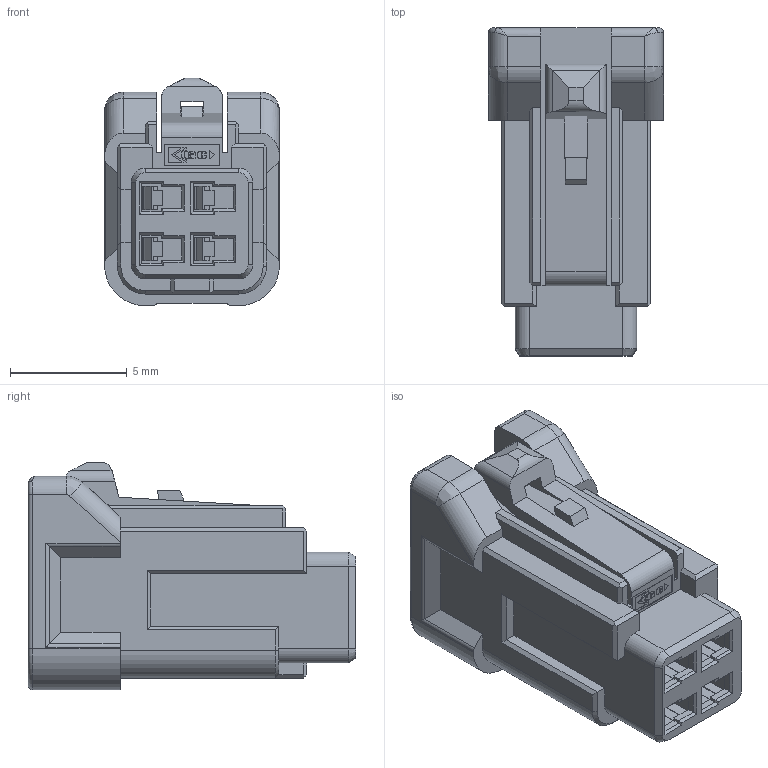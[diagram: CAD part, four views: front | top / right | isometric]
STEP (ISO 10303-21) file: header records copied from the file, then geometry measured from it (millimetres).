
FILE_DESCRIPTION((''),'2;1');
FILE_NAME('04PIN-M-WX','2025-03-19T10:01:49',('NK210218'),(''),'CREO PARAMETRIC BY PTC INC, 2020053','CREO PARAMETRIC BY PTC INC, 2020053','');
FILE_SCHEMA(('CONFIG_CONTROL_DESIGN','SHAPE_APPEARANCE_LAYERS_GROUPS'));
Length unit declared in the file: inch
Products named in the file (1): 04PIN-M-WX
Bounding box: 7.5 x 14.05 x 9.75 mm (x, y, z)
Volume: 467.4 mm3; surface area: 974.5 mm2
Topology: 1 solids, 3 shells, 894 faces, 2281 edges, 1416 vertices
Faces by surface type: plane 537, cylinder 132, torus 108, cone 102, extrusion 9, bspline 4, sphere 2
Entity records: 32506 total; most frequent: CARTESIAN_POINT 5474, ORIENTED_EDGE 4562, DIRECTION 4406, EDGE_CURVE 2281, VECTOR 1682, LINE 1673, VERTEX_POINT 1416, AXIS2_PLACEMENT_3D 1362
